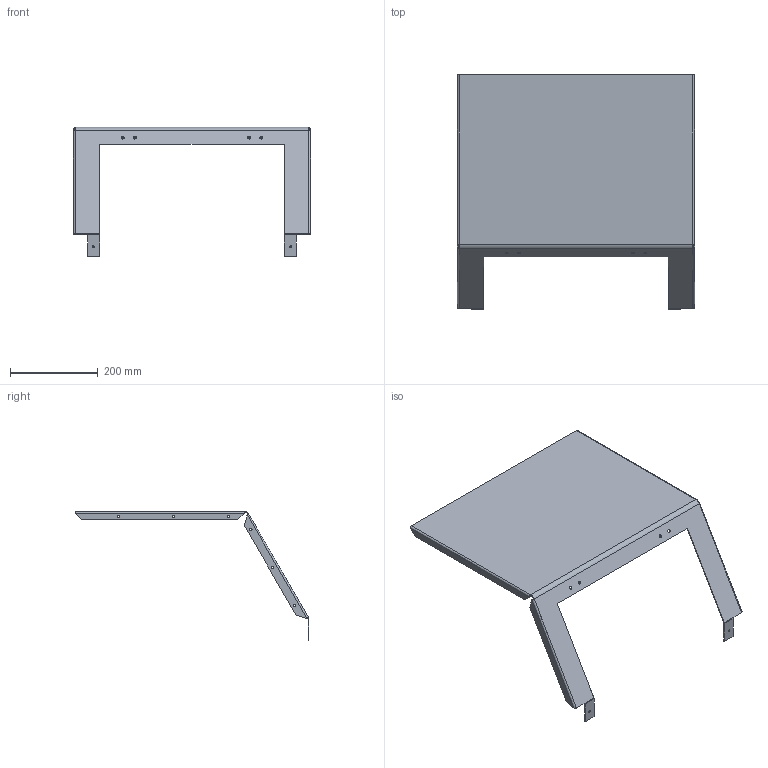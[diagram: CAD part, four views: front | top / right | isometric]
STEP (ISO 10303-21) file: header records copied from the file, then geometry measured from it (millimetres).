
FILE_DESCRIPTION(('FreeCAD Model'),'2;1');
FILE_NAME('top_panel.step','2019-10-08T11:21:56',('Author'),(''), 'Open CASCADE STEP processor 7.3','FreeCAD','Unknown');
FILE_SCHEMA(('AUTOMOTIVE_DESIGN { 1 0 10303 214 1 1 1 1 }'));
Length unit declared in the file: millimetre
Products named in the file (1): Pocket005
Bounding box: 540 x 532.93 x 294.42 mm (x, y, z)
Volume: 572350.2 mm3; surface area: 579326.8 mm2
Topology: 1 solids, 1 shells, 84 faces, 214 edges, 132 vertices
Faces by surface type: plane 52, cylinder 32
Full cylindrical faces by diameter (mm): 4.2 x2, 5.41 x12, 6.6 x4
Entity records: 5450 total; most frequent: CARTESIAN_POINT 1060, DIRECTION 825, LINE 493, VECTOR 493, ORIENTED_EDGE 428, PCURVE 428, DEFINITIONAL_REPRESENTATION 428, EDGE_CURVE 214
